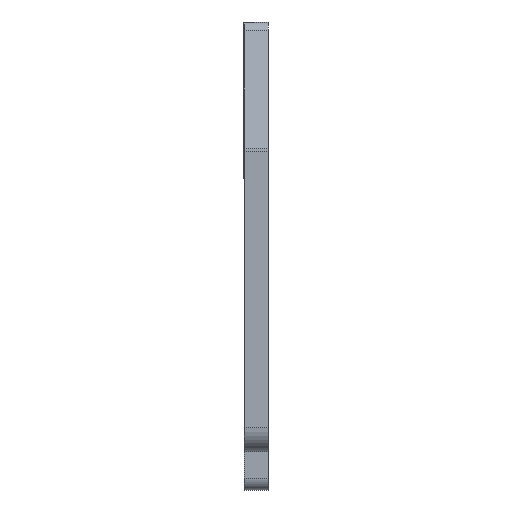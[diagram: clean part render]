
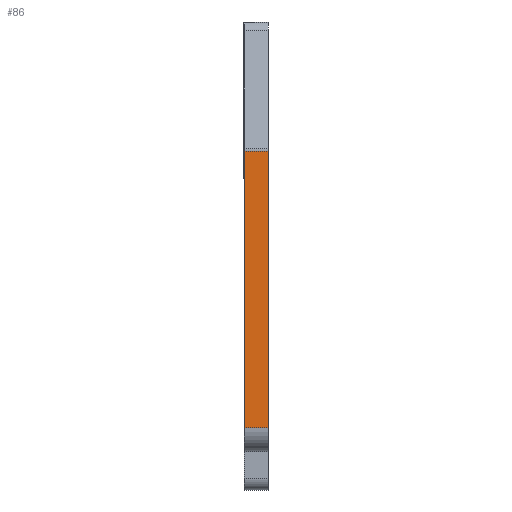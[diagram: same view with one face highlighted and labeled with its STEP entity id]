
A CAD part, front view. The second image highlights one B-rep face of the part: STEP entity #86.
In plain terms, the highlighted planar face has unit normal (0, -1, 0).
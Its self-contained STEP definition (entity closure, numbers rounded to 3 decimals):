
#86=ADVANCED_FACE('',(#170),#171,.T.);
#170=FACE_OUTER_BOUND('',#256,.T.);
#171=PLANE('',#257);
#256=EDGE_LOOP('',(#579,#580,#581,#582));
#257=AXIS2_PLACEMENT_3D('',#583,#584,#585);
#579=ORIENTED_EDGE('',*,*,#756,.F.);
#580=ORIENTED_EDGE('',*,*,#757,.T.);
#581=ORIENTED_EDGE('',*,*,#758,.F.);
#582=ORIENTED_EDGE('',*,*,#675,.F.);
#583=CARTESIAN_POINT('',(0.,-62.95,-0.8));
#584=DIRECTION('',(0.,-1.0,0.));
#585=DIRECTION('',(1.0,0.0,0.));
#675=EDGE_CURVE('',#835,#837,#838,.T.);
#756=EDGE_CURVE('',#958,#835,#960,.T.);
#757=EDGE_CURVE('',#958,#961,#962,.T.);
#758=EDGE_CURVE('',#837,#961,#963,.T.);
#835=VERTEX_POINT('',#1059);
#837=VERTEX_POINT('',#1061);
#838=LINE('',#1062,#1063);
#958=VERTEX_POINT('',#1243);
#960=LINE('',#1245,#1246);
#961=VERTEX_POINT('',#1247);
#962=LINE('',#1248,#1249);
#963=LINE('',#1250,#1251);
#1059=CARTESIAN_POINT('',(0.,-62.95,-0.8));
#1061=CARTESIAN_POINT('',(0.,-62.95,22.232));
#1062=CARTESIAN_POINT('',(0.,-62.95,-0.8));
#1063=VECTOR('',#1329,23.032);
#1243=CARTESIAN_POINT('',(2.0,-62.95,-0.8));
#1245=CARTESIAN_POINT('',(2.0,-62.95,-0.8));
#1246=VECTOR('',#1450,2.0);
#1247=CARTESIAN_POINT('',(2.0,-62.95,22.232));
#1248=CARTESIAN_POINT('',(2.0,-62.95,-0.8));
#1249=VECTOR('',#1451,23.032);
#1250=CARTESIAN_POINT('',(0.,-62.95,22.232));
#1251=VECTOR('',#1452,2.0);
#1329=DIRECTION('',(0.,0.,1.0));
#1450=DIRECTION('',(-1.0,0.0,0.));
#1451=DIRECTION('',(0.,0.,1.0));
#1452=DIRECTION('',(1.0,0.0,0.));
